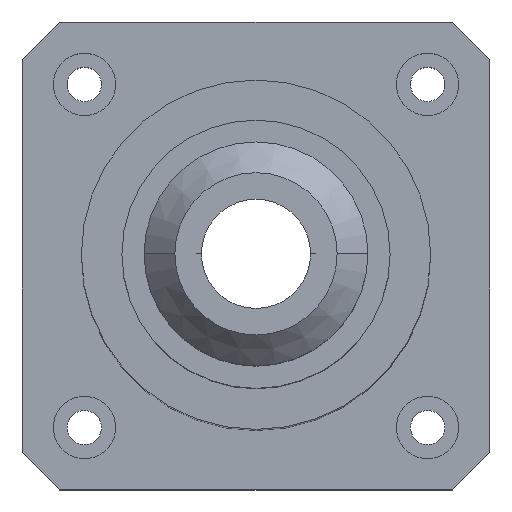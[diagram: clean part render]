
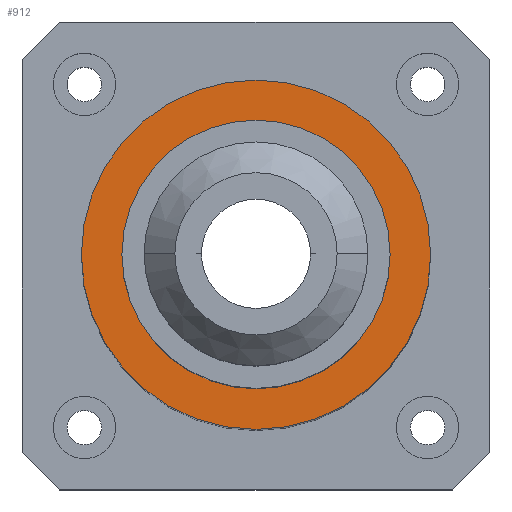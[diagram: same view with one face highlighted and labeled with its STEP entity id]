
A CAD part, top view. The second image highlights one B-rep face of the part: STEP entity #912.
In plain terms, the highlighted planar face has unit normal (0, 0, 1).
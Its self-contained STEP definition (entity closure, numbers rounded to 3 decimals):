
#47 = EDGE_CURVE ( 'NONE', #154, #2082, #1732, .T. ) ;
#69 = AXIS2_PLACEMENT_3D ( 'NONE', #1933, #715, #924 ) ;
#141 = CIRCLE ( 'NONE', #2197, 28. ) ;
#154 = VERTEX_POINT ( 'NONE', #179 ) ;
#179 = CARTESIAN_POINT ( 'NONE',  ( -28., 0., 122.5 ) ) ;
#198 = FACE_OUTER_BOUND ( 'NONE', #823, .T. ) ;
#216 = EDGE_CURVE ( 'NONE', #1402, #1334, #2445, .T. ) ;
#220 = CARTESIAN_POINT ( 'NONE',  ( 21.5, 0., 122.5 ) ) ;
#223 = DIRECTION ( 'NONE',  ( -1., 0., 0. ) ) ;
#402 = FACE_BOUND ( 'NONE', #1583, .T. ) ;
#715 = DIRECTION ( 'NONE',  ( 0., 0., 1. ) ) ;
#790 = DIRECTION ( 'NONE',  ( 0., 0., -1. ) ) ;
#823 = EDGE_LOOP ( 'NONE', ( #1903, #2607 ) ) ;
#868 = DIRECTION ( 'NONE',  ( 1., 0., 0. ) ) ;
#882 = CIRCLE ( 'NONE', #69, 21.5 ) ;
#912 = ADVANCED_FACE ( 'NONE', ( #402, #198 ), #1008, .F. ) ;
#924 = DIRECTION ( 'NONE',  ( 1., 0., 0. ) ) ;
#957 = AXIS2_PLACEMENT_3D ( 'NONE', #1063, #1051, #868 ) ;
#1008 = PLANE ( 'NONE',  #2005 ) ;
#1051 = DIRECTION ( 'NONE',  ( 0., 0., 1. ) ) ;
#1053 = DIRECTION ( 'NONE',  ( 1., 0., 0. ) ) ;
#1063 = CARTESIAN_POINT ( 'NONE',  ( 0., 0., 122.5 ) ) ;
#1186 = DIRECTION ( 'NONE',  ( 0., 0., 1. ) ) ;
#1334 = VERTEX_POINT ( 'NONE', #220 ) ;
#1402 = VERTEX_POINT ( 'NONE', #1923 ) ;
#1426 = DIRECTION ( 'NONE',  ( 1., 0., 0. ) ) ;
#1583 = EDGE_LOOP ( 'NONE', ( #2288, #2385 ) ) ;
#1732 = CIRCLE ( 'NONE', #957, 28. ) ;
#1792 = CARTESIAN_POINT ( 'NONE',  ( 0., 0., 122.5 ) ) ;
#1820 = CARTESIAN_POINT ( 'NONE',  ( 0., 28., 122.5 ) ) ;
#1844 = DIRECTION ( 'NONE',  ( 0., 0., 1. ) ) ;
#1903 = ORIENTED_EDGE ( 'NONE', *, *, #2134, .T. ) ;
#1923 = CARTESIAN_POINT ( 'NONE',  ( -21.5, 0., 122.5 ) ) ;
#1933 = CARTESIAN_POINT ( 'NONE',  ( 0., 0., 122.5 ) ) ;
#1947 = EDGE_CURVE ( 'NONE', #1334, #1402, #882, .T. ) ;
#2005 = AXIS2_PLACEMENT_3D ( 'NONE', #1820, #790, #223 ) ;
#2082 = VERTEX_POINT ( 'NONE', #2612 ) ;
#2134 = EDGE_CURVE ( 'NONE', #2082, #154, #141, .T. ) ;
#2197 = AXIS2_PLACEMENT_3D ( 'NONE', #1792, #1844, #1426 ) ;
#2288 = ORIENTED_EDGE ( 'NONE', *, *, #1947, .F. ) ;
#2331 = AXIS2_PLACEMENT_3D ( 'NONE', #2639, #1186, #1053 ) ;
#2385 = ORIENTED_EDGE ( 'NONE', *, *, #216, .F. ) ;
#2445 = CIRCLE ( 'NONE', #2331, 21.5 ) ;
#2607 = ORIENTED_EDGE ( 'NONE', *, *, #47, .T. ) ;
#2612 = CARTESIAN_POINT ( 'NONE',  ( 28., 0., 122.5 ) ) ;
#2639 = CARTESIAN_POINT ( 'NONE',  ( 0., 0., 122.5 ) ) ;
